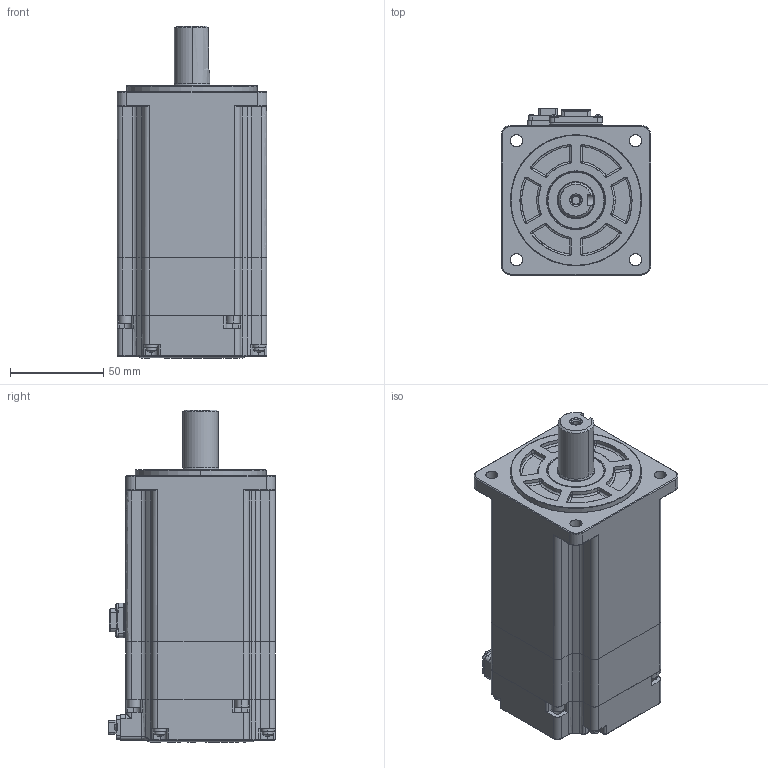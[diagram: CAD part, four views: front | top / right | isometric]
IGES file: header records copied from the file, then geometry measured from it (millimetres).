
Start section: SolidWorks IGES file using analytic representation for surfaces
Global section: file name: MS6S-80TH30BZ3-21P0.IGS; native system: SolidWorks 2022; preprocessor: SolidWorks 2022; author: zhaoxiaojian; date: 240122.130021; units: millimetre
Bounding box: 80 x 89.3 x 177.6 mm (x, y, z)
Surface area: 65427.7 mm2 (no closed solid volume)
Topology: 0 solids, 0 shells, 872 faces, 8386 edges, 8349 vertices
Faces by surface type: bspline 482, revolution 390
